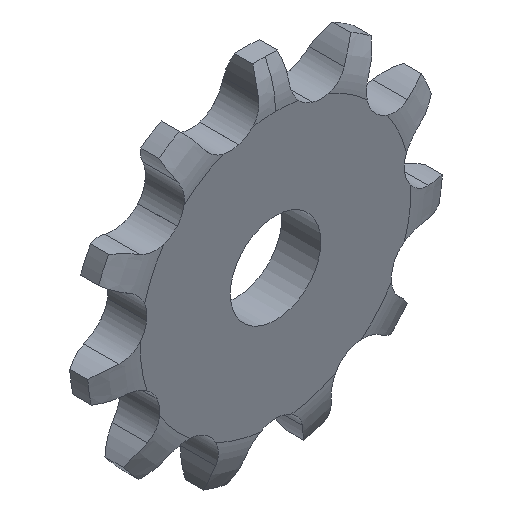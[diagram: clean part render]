
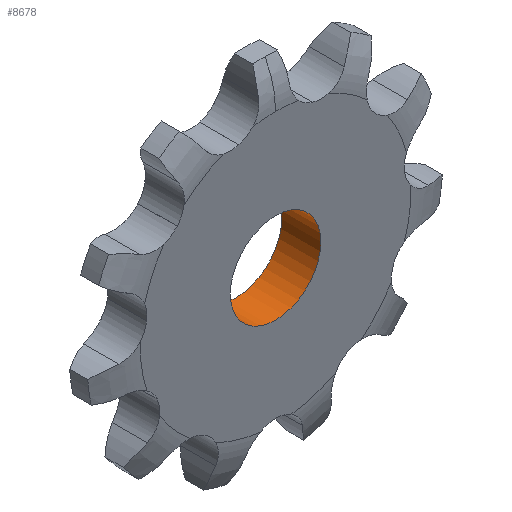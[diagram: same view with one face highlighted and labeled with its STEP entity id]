
A CAD part, isometric view. The second image highlights one B-rep face of the part: STEP entity #8678.
In plain terms, the highlighted cylindrical face has radius 3 mm (diameter 6 mm), a full revolution.
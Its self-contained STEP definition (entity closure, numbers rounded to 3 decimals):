
#44 = PLANE('',#45);
#45 = AXIS2_PLACEMENT_3D('',#46,#47,#48);
#46 = CARTESIAN_POINT('',(0.,0.,
    0.));
#47 = DIRECTION('',(0.,1.,0.));
#48 = DIRECTION('',(0.,0.,-1.));
#100 = PLANE('',#101);
#101 = AXIS2_PLACEMENT_3D('',#102,#103,#104);
#102 = CARTESIAN_POINT('',(0.,-2.6,0.));
#103 = DIRECTION('',(0.,-1.,0.));
#104 = DIRECTION('',(0.,0.,1.));
#1890 = EDGE_CURVE('',#1891,#1891,#1893,.T.);
#1891 = VERTEX_POINT('',#1892);
#1892 = CARTESIAN_POINT('',(3.,0.,0.));
#1893 = SURFACE_CURVE('',#1894,(#1899,#1910),.PCURVE_S1.);
#1894 = CIRCLE('',#1895,3.);
#1895 = AXIS2_PLACEMENT_3D('',#1896,#1897,#1898);
#1896 = CARTESIAN_POINT('',(0.,0.,0.));
#1897 = DIRECTION('',(0.,-1.,0.));
#1898 = DIRECTION('',(1.,0.,0.));
#1899 = PCURVE('',#44,#1900);
#1900 = DEFINITIONAL_REPRESENTATION('',(#1901),#1909);
#1901 = ( BOUNDED_CURVE() B_SPLINE_CURVE(2,(#1902,#1903,#1904,#1905,
#1906,#1907,#1908),.UNSPECIFIED.,.T.,.F.) B_SPLINE_CURVE_WITH_KNOTS((1,2
    ,2,2,2,1),(-2.094,0.,2.094,4.189,
6.283,8.378),.UNSPECIFIED.) CURVE() 
GEOMETRIC_REPRESENTATION_ITEM() RATIONAL_B_SPLINE_CURVE((1.,0.5,1.,0.5,
1.,0.5,1.)) REPRESENTATION_ITEM('') );
#1902 = CARTESIAN_POINT('',(0.,-3.));
#1903 = CARTESIAN_POINT('',(-5.196,-3.));
#1904 = CARTESIAN_POINT('',(-2.598,1.5));
#1905 = CARTESIAN_POINT('',(0.,6.));
#1906 = CARTESIAN_POINT('',(2.598,1.5));
#1907 = CARTESIAN_POINT('',(5.196,-3.));
#1908 = CARTESIAN_POINT('',(0.,-3.));
#1909 = ( GEOMETRIC_REPRESENTATION_CONTEXT(2) 
PARAMETRIC_REPRESENTATION_CONTEXT() REPRESENTATION_CONTEXT('2D SPACE',''
  ) );
#1910 = PCURVE('',#1911,#1916);
#1911 = CYLINDRICAL_SURFACE('',#1912,3.);
#1912 = AXIS2_PLACEMENT_3D('',#1913,#1914,#1915);
#1913 = CARTESIAN_POINT('',(0.,0.,0.));
#1914 = DIRECTION('',(0.,1.,0.));
#1915 = DIRECTION('',(1.,0.,0.));
#1916 = DEFINITIONAL_REPRESENTATION('',(#1917),#1921);
#1917 = LINE('',#1918,#1919);
#1918 = CARTESIAN_POINT('',(-0.,0.));
#1919 = VECTOR('',#1920,1.);
#1920 = DIRECTION('',(-1.,0.));
#1921 = ( GEOMETRIC_REPRESENTATION_CONTEXT(2) 
PARAMETRIC_REPRESENTATION_CONTEXT() REPRESENTATION_CONTEXT('2D SPACE',''
  ) );
#3361 = EDGE_CURVE('',#3362,#3362,#3364,.T.);
#3362 = VERTEX_POINT('',#3363);
#3363 = CARTESIAN_POINT('',(3.,-2.6,0.));
#3364 = SURFACE_CURVE('',#3365,(#3370,#3381),.PCURVE_S1.);
#3365 = CIRCLE('',#3366,3.);
#3366 = AXIS2_PLACEMENT_3D('',#3367,#3368,#3369);
#3367 = CARTESIAN_POINT('',(0.,-2.6,0.));
#3368 = DIRECTION('',(-0.,1.,0.));
#3369 = DIRECTION('',(1.,0.,0.));
#3370 = PCURVE('',#100,#3371);
#3371 = DEFINITIONAL_REPRESENTATION('',(#3372),#3380);
#3372 = ( BOUNDED_CURVE() B_SPLINE_CURVE(2,(#3373,#3374,#3375,#3376,
#3377,#3378,#3379),.UNSPECIFIED.,.T.,.F.) B_SPLINE_CURVE_WITH_KNOTS((1,2
    ,2,2,2,1),(-2.094,0.,2.094,4.189,
6.283,8.378),.UNSPECIFIED.) CURVE() 
GEOMETRIC_REPRESENTATION_ITEM() RATIONAL_B_SPLINE_CURVE((1.,0.5,1.,0.5,
1.,0.5,1.)) REPRESENTATION_ITEM('') );
#3373 = CARTESIAN_POINT('',(0.,-3.));
#3374 = CARTESIAN_POINT('',(-5.196,-3.));
#3375 = CARTESIAN_POINT('',(-2.598,1.5));
#3376 = CARTESIAN_POINT('',(0.,6.));
#3377 = CARTESIAN_POINT('',(2.598,1.5));
#3378 = CARTESIAN_POINT('',(5.196,-3.));
#3379 = CARTESIAN_POINT('',(0.,-3.));
#3380 = ( GEOMETRIC_REPRESENTATION_CONTEXT(2) 
PARAMETRIC_REPRESENTATION_CONTEXT() REPRESENTATION_CONTEXT('2D SPACE',''
  ) );
#3381 = PCURVE('',#1911,#3382);
#3382 = DEFINITIONAL_REPRESENTATION('',(#3383),#3387);
#3383 = LINE('',#3384,#3385);
#3384 = CARTESIAN_POINT('',(-6.283,-2.6));
#3385 = VECTOR('',#3386,1.);
#3386 = DIRECTION('',(1.,-0.));
#3387 = ( GEOMETRIC_REPRESENTATION_CONTEXT(2) 
PARAMETRIC_REPRESENTATION_CONTEXT() REPRESENTATION_CONTEXT('2D SPACE',''
  ) );
#8678 = ADVANCED_FACE('',(#8679),#1911,.F.);
#8679 = FACE_BOUND('',#8680,.T.);
#8680 = EDGE_LOOP('',(#8681,#8682,#8703,#8704));
#8681 = ORIENTED_EDGE('',*,*,#1890,.F.);
#8682 = ORIENTED_EDGE('',*,*,#8683,.T.);
#8683 = EDGE_CURVE('',#1891,#3362,#8684,.T.);
#8684 = SEAM_CURVE('',#8685,(#8689,#8696),.PCURVE_S1.);
#8685 = LINE('',#8686,#8687);
#8686 = CARTESIAN_POINT('',(3.,0.,0.));
#8687 = VECTOR('',#8688,1.);
#8688 = DIRECTION('',(0.,-1.,0.));
#8689 = PCURVE('',#1911,#8690);
#8690 = DEFINITIONAL_REPRESENTATION('',(#8691),#8695);
#8691 = LINE('',#8692,#8693);
#8692 = CARTESIAN_POINT('',(-6.283,0.));
#8693 = VECTOR('',#8694,1.);
#8694 = DIRECTION('',(-0.,-1.));
#8695 = ( GEOMETRIC_REPRESENTATION_CONTEXT(2) 
PARAMETRIC_REPRESENTATION_CONTEXT() REPRESENTATION_CONTEXT('2D SPACE',''
  ) );
#8696 = PCURVE('',#1911,#8697);
#8697 = DEFINITIONAL_REPRESENTATION('',(#8698),#8702);
#8698 = LINE('',#8699,#8700);
#8699 = CARTESIAN_POINT('',(-0.,0.));
#8700 = VECTOR('',#8701,1.);
#8701 = DIRECTION('',(-0.,-1.));
#8702 = ( GEOMETRIC_REPRESENTATION_CONTEXT(2) 
PARAMETRIC_REPRESENTATION_CONTEXT() REPRESENTATION_CONTEXT('2D SPACE',''
  ) );
#8703 = ORIENTED_EDGE('',*,*,#3361,.F.);
#8704 = ORIENTED_EDGE('',*,*,#8683,.F.);
